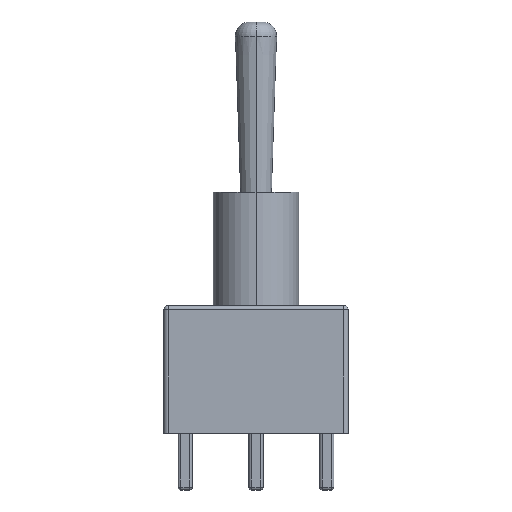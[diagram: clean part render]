
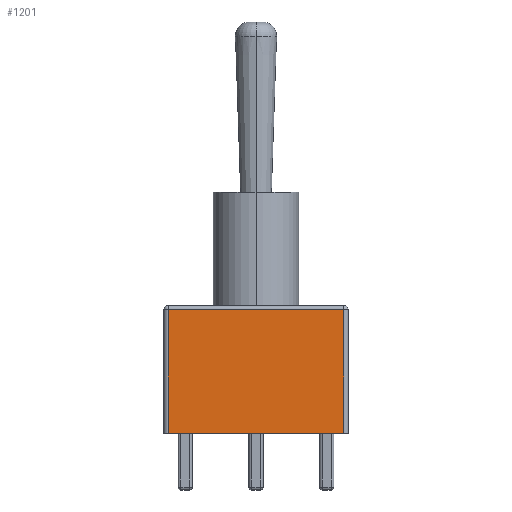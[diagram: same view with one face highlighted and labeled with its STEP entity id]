
A CAD part, top view. The second image highlights one B-rep face of the part: STEP entity #1201.
In plain terms, the highlighted planar face has unit normal (0, 0, 1).
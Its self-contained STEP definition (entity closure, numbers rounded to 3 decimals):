
#5 = VERTEX_POINT ( 'NONE', #556 ) ;
#11 = LINE ( 'NONE', #394, #1553 ) ;
#197 = VECTOR ( 'NONE', #1307, 1000. ) ;
#254 = VECTOR ( 'NONE', #2147, 1000. ) ;
#325 = CARTESIAN_POINT ( 'NONE',  ( -6.2, 0., 3.5 ) ) ;
#394 = CARTESIAN_POINT ( 'NONE',  ( 6.2, 9., 3.5 ) ) ;
#447 = CARTESIAN_POINT ( 'NONE',  ( 0., 9., 3.5 ) ) ;
#554 = DIRECTION ( 'NONE',  ( -1., 0., 0. ) ) ;
#556 = CARTESIAN_POINT ( 'NONE',  ( 6.2, 8.7, 3.5 ) ) ;
#626 = FACE_OUTER_BOUND ( 'NONE', #1203, .T. ) ;
#653 = VERTEX_POINT ( 'NONE', #2278 ) ;
#673 = DIRECTION ( 'NONE',  ( -1., 0., 0. ) ) ;
#685 = EDGE_CURVE ( 'NONE', #653, #1371, #1930, .T. ) ;
#760 = LINE ( 'NONE', #2143, #1107 ) ;
#793 = DIRECTION ( 'NONE',  ( 0., 1., 0. ) ) ;
#822 = DIRECTION ( 'NONE',  ( 0., 0., -1. ) ) ;
#1077 = EDGE_CURVE ( 'NONE', #1371, #1911, #1351, .T. ) ;
#1107 = VECTOR ( 'NONE', #554, 1000. ) ;
#1145 = CARTESIAN_POINT ( 'NONE',  ( 6.2, 0., 3.5 ) ) ;
#1201 = ADVANCED_FACE ( 'NONE', ( #626 ), #2028, .F. ) ;
#1203 = EDGE_LOOP ( 'NONE', ( #1422, #1962, #1612, #2327 ) ) ;
#1276 = AXIS2_PLACEMENT_3D ( 'NONE', #447, #822, #673 ) ;
#1307 = DIRECTION ( 'NONE',  ( 0., -1., 0. ) ) ;
#1351 = LINE ( 'NONE', #1978, #254 ) ;
#1360 = CARTESIAN_POINT ( 'NONE',  ( -6.2, 9., 3.5 ) ) ;
#1371 = VERTEX_POINT ( 'NONE', #325 ) ;
#1422 = ORIENTED_EDGE ( 'NONE', *, *, #1077, .T. ) ;
#1462 = EDGE_CURVE ( 'NONE', #5, #653, #760, .T. ) ;
#1545 = EDGE_CURVE ( 'NONE', #1911, #5, #11, .T. ) ;
#1553 = VECTOR ( 'NONE', #793, 1000. ) ;
#1612 = ORIENTED_EDGE ( 'NONE', *, *, #1462, .T. ) ;
#1911 = VERTEX_POINT ( 'NONE', #1145 ) ;
#1930 = LINE ( 'NONE', #1360, #197 ) ;
#1962 = ORIENTED_EDGE ( 'NONE', *, *, #1545, .T. ) ;
#1978 = CARTESIAN_POINT ( 'NONE',  ( 0., 0., 3.5 ) ) ;
#2028 = PLANE ( 'NONE',  #1276 ) ;
#2143 = CARTESIAN_POINT ( 'NONE',  ( -6.5, 8.7, 3.5 ) ) ;
#2147 = DIRECTION ( 'NONE',  ( 1., 0., 0. ) ) ;
#2278 = CARTESIAN_POINT ( 'NONE',  ( -6.2, 8.7, 3.5 ) ) ;
#2327 = ORIENTED_EDGE ( 'NONE', *, *, #685, .T. ) ;
